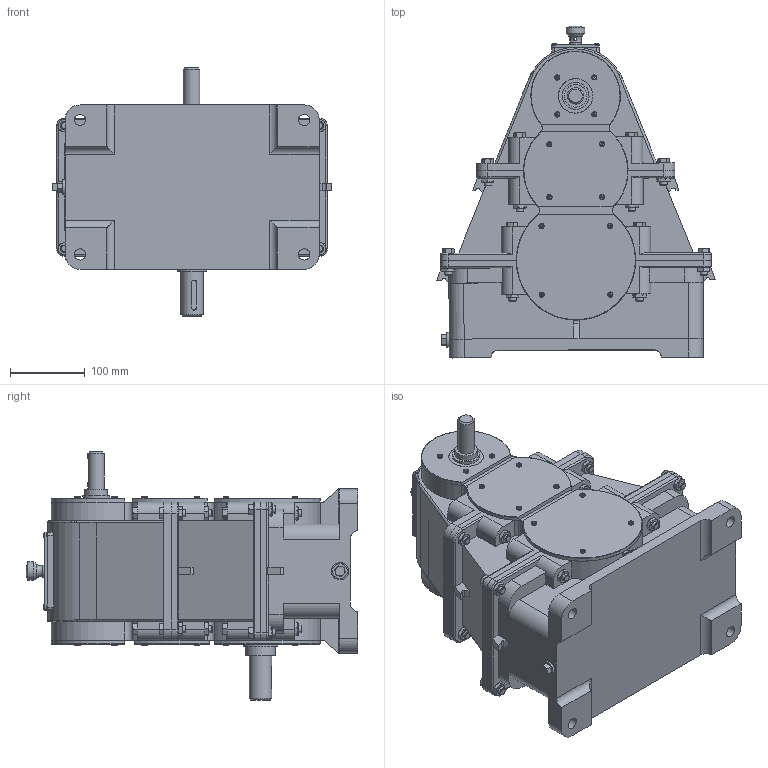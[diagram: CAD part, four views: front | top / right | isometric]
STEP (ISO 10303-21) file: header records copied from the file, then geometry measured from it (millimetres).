
FILE_DESCRIPTION(/* description */ (''),/* implementation_level */ '2;1');
FILE_NAME(/* name */ 'gearboxFusion.step',/* time_stamp */ '2019-03-25T23:17:47+03:00',/* author */ (''),/* organization */ (''),/* preprocessor_version */ 'ST-DEVELOPER v17.2',/* originating_system */ 'Autodesk Translation Framework v7.6.0.251',/* authorisation */ '');
FILE_SCHEMA (('AUTOMOTIVE_DESIGN { 1 0 10303 214 3 1 1 }'));
Products named in the file (44): (Unsaved); Вал, который 
ведомый снизу; Вал1 (1); Вал1; Ведущий вал; Вал1 (3); Вал1 (2); Ступень; Цилиндрическое зубчатое 
зацепление1; Цилиндрическое зубчатое 
зацепление11; Цилиндрическое зубчатое 
зацепление21; ступень2; Цилиндрическое зубчатое 
зацепление1 (1); Цилиндрическое зубчатое 
зацепление11 (1); Цилиндрическое зубчатое 
зацепление21 (1); Средняя; Нижняя средня 
часть корпуса; Нижняя часть; Прокладка; Пробка; Крышка промежуточная 
- копия (2); Отдушина; Крышка1; Кольцо_2; Крышка промежуточная; Крышка промежуточная 
- копия; Кольцо_2 - копия 
- копия; Крышка промежуточная 
нижняя; Кольцо_2 - копия; Кольцо ведомый 
вал; Крышка промежуточная 
- копия - копия; Крышка3; Крышка; Вал промежуточный; Вал1 (5); Вал1 (4); Колесо для 
подачи масла; ANSI B18.3; Болт M10-6gx30 ГОСТ 
7796-70; Болт M10-6gx100 ГОСТ 
7796-70 ...
Assembly tree (105 placements, depth 4):
  (Unsaved)
    Вал, который 
ведомый снизу
      Вал1 (1)
        Вал1
    Ведущий вал
      Вал1 (3)
        Вал1 (2)
    Ступень
      Цилиндрическое зубчатое 
зацепление1
        Цилиндрическое зубчатое 
зацепление11
        Цилиндрическое зубчатое 
зацепление21
    ступень2
      Цилиндрическое зубчатое 
зацепление1 (1)
        Цилиндрическое зубчатое 
зацепление11 (1)
        Цилиндрическое зубчатое 
зацепление21 (1)
    Средняя
    Нижняя средня 
часть корпуса
    Нижняя часть
    Прокладка
    Пробка
    Крышка промежуточная 
- копия (2)  x2
    Отдушина
    Крышка1
    Кольцо_2  x2
    Крышка промежуточная
    Крышка промежуточная 
- копия
    Кольцо_2 - копия  x2
    Кольцо_2 - копия 
- копия
    Крышка промежуточная 
нижняя
    Кольцо ведомый 
вал
    Крышка промежуточная 
- копия - копия
    Крышка3
    Крышка
    ANSI B18.3  x24
    Вал промежуточный
      Вал1 (5)
        Вал1 (4)
    Колесо для 
подачи масла
    Болт M10-6gx30 ГОСТ 
7796-70  x8
    Болт M10-6gx100 ГОСТ 
7796-70  x8
    ANSI B18.3 (1)  x4
    Подшипник 206 ГОСТ 
8338-75  x4
    Подшипник 208 ГОСТ 
8338-75  x2
    ISO 4035 - M10BS EN  x16
Bounding box: 372.86 x 444.1 x 332 mm (x, y, z)
Volume: 9385457.2 mm3; surface area: 1747660.3 mm2
Topology: 157 solids, 157 shells, 3012 faces, 8178 edges, 5486 vertices
Faces by surface type: cylinder 1103, plane 862, cone 440, bspline 405, torus 141, sphere 61
Full cylindrical faces by diameter (mm): 3 x8, 4 x80, 5.5 x4, 6 x4, 7 x48, 8 x1, 8.376 x16, 10 x49, 12 x3, 15 x4, 16 x1, 20 x1, 22 x1, 23 x2, 25 x1, 28 x2, 30 x16, 35 x1, 36 x6, 40 x14, 40.432 x8, 42 x1, 46 x6, 50 x2, 51.568 x8, 52 x2, 53.04 x4, 55 x4, 56 x2, 60 x4
Entity records: 71971 total; most frequent: CARTESIAN_POINT 20150, DIRECTION 11140, ORIENTED_EDGE 10634, EDGE_CURVE 5317, AXIS2_PLACEMENT_3D 4844, VERTEX_POINT 3637, CIRCLE 2653, EDGE_LOOP 2164
